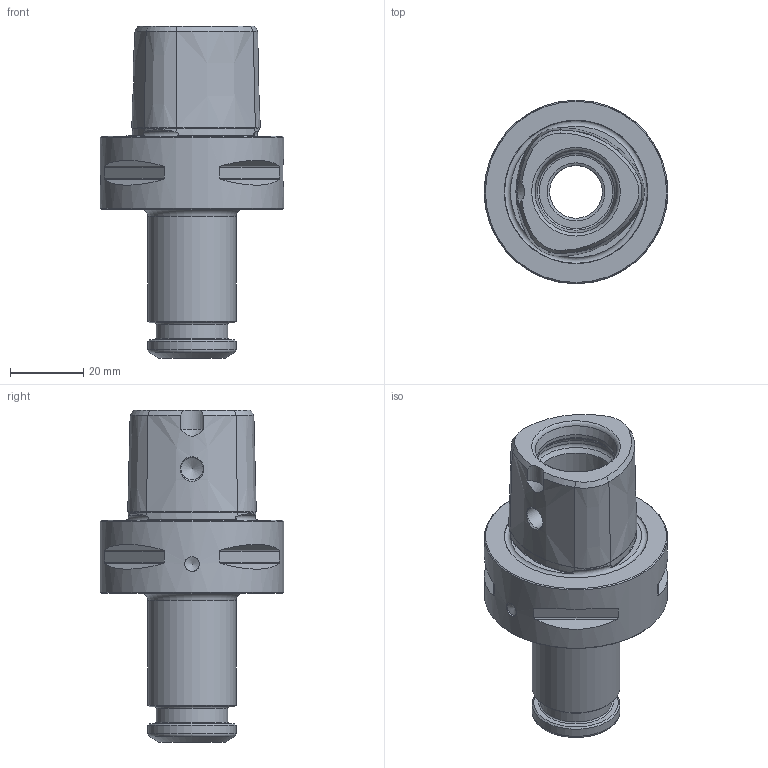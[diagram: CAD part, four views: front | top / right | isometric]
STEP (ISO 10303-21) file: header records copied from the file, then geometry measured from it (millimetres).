
FILE_DESCRIPTION(/* description */ (''),/* implementation_level */ '2;1');
FILE_NAME(/* name */ '280571520.stp',/* time_stamp */ '2021-01-12T12:38:39',/* author */ ('LRA'),/* organization */ ('REGO-FIX'),/* preprocessor_version */ ' Unknown',/* originating_system */ 'SIEMENS PLM Software Solid Edge ST10',/* authorization */ 'Unknown');
FILE_SCHEMA (('AUTOMOTIVE_DESIGN { 1 0 10303 214 2 1 1}'));
Length unit declared in the file: millimetre
Products named in the file (1): NOCUT
Bounding box: 50 x 50 x 90.5 mm (x, y, z)
Volume: 63350 mm3; surface area: 17835.7 mm2
Topology: 1 solids, 1 shells, 103 faces, 246 edges, 153 vertices
Faces by surface type: cone 48, plane 23, cylinder 22, torus 10
Full cylindrical faces by diameter (mm): 4 x1, 6.1 x2, 14.376 x2, 15 x1, 19.5 x1, 21 x2, 24 x3, 50 x1
Entity records: 3500 total; most frequent: CARTESIAN_POINT 661, DIRECTION 442, ORIENTED_EDGE 370, AXIS2_PLACEMENT_3D 197, EDGE_CURVE 185, FACE_BOUND 159, EDGE_LOOP 156, VERTEX_POINT 136
